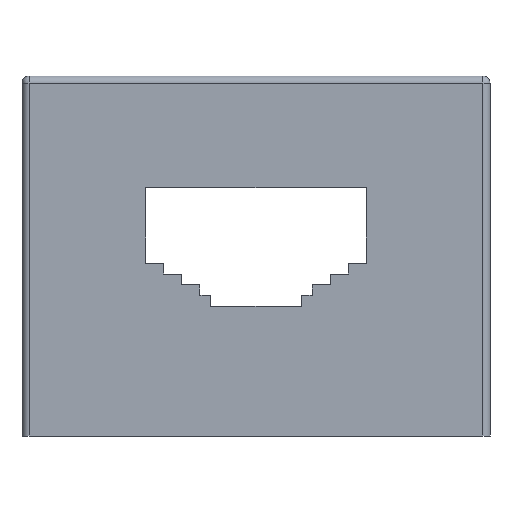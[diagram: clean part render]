
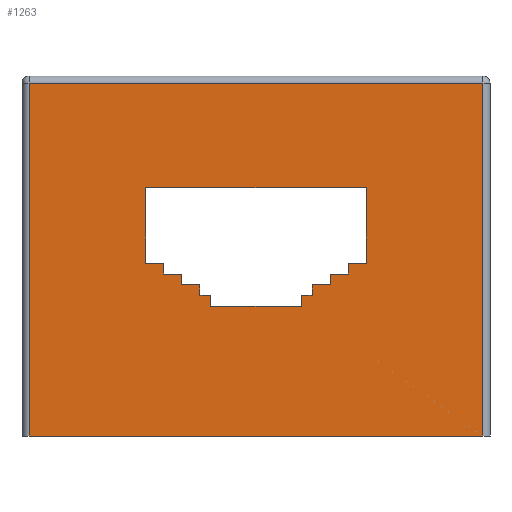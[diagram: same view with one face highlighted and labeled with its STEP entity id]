
A CAD part, left-side view. The second image highlights one B-rep face of the part: STEP entity #1263.
In plain terms, the highlighted planar face has unit normal (-1, 0, 0).
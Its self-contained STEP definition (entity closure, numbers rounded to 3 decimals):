
#393=DIRECTION('',(0.,0.,1.));
#394=VECTOR('',#393,10.5);
#395=CARTESIAN_POINT('',(0.,17.2,24.));
#396=LINE('',#395,#394);
#400=DIRECTION('',(0.,1.,0.));
#401=VECTOR('',#400,30.6);
#402=CARTESIAN_POINT('',(0.,17.2,34.5));
#403=LINE('',#402,#401);
#407=DIRECTION('',(0.,-1.,0.));
#408=VECTOR('',#407,2.5);
#409=CARTESIAN_POINT('',(0.,47.8,24.));
#410=LINE('',#409,#408);
#414=DIRECTION('',(0.,0.,-1.));
#415=VECTOR('',#414,1.5);
#416=CARTESIAN_POINT('',(0.,45.3,24.));
#417=LINE('',#416,#415);
#421=DIRECTION('',(0.,-1.,0.));
#422=VECTOR('',#421,2.5);
#423=CARTESIAN_POINT('',(0.,45.3,22.5));
#424=LINE('',#423,#422);
#428=DIRECTION('',(0.,0.,-1.));
#429=VECTOR('',#428,1.5);
#430=CARTESIAN_POINT('',(0.,42.8,22.5));
#431=LINE('',#430,#429);
#435=DIRECTION('',(0.,-1.,0.));
#436=VECTOR('',#435,2.5);
#437=CARTESIAN_POINT('',(0.,42.8,21.));
#438=LINE('',#437,#436);
#442=DIRECTION('',(0.,0.,-1.));
#443=VECTOR('',#442,1.469);
#444=CARTESIAN_POINT('',(0.,40.3,21.));
#445=LINE('',#444,#443);
#449=DIRECTION('',(0.,-1.,0.));
#450=VECTOR('',#449,1.5);
#451=CARTESIAN_POINT('',(0.,40.3,19.531));
#452=LINE('',#451,#450);
#456=DIRECTION('',(0.,0.,-1.));
#457=VECTOR('',#456,1.531);
#458=CARTESIAN_POINT('',(0.,38.8,19.531));
#459=LINE('',#458,#457);
#463=DIRECTION('',(0.,-1.,0.));
#464=VECTOR('',#463,12.6);
#465=CARTESIAN_POINT('',(0.,38.8,18.));
#466=LINE('',#465,#464);
#470=DIRECTION('',(0.,0.,1.));
#471=VECTOR('',#470,1.531);
#472=CARTESIAN_POINT('',(0.,26.2,18.));
#473=LINE('',#472,#471);
#477=DIRECTION('',(0.,-1.,0.));
#478=VECTOR('',#477,1.5);
#479=CARTESIAN_POINT('',(0.,26.2,19.531));
#480=LINE('',#479,#478);
#484=DIRECTION('',(0.,0.,1.));
#485=VECTOR('',#484,1.469);
#486=CARTESIAN_POINT('',(0.,24.7,19.531));
#487=LINE('',#486,#485);
#491=DIRECTION('',(0.,-1.,0.));
#492=VECTOR('',#491,2.5);
#493=CARTESIAN_POINT('',(0.,24.7,21.));
#494=LINE('',#493,#492);
#498=DIRECTION('',(0.,0.,1.));
#499=VECTOR('',#498,1.5);
#500=CARTESIAN_POINT('',(0.,22.2,21.));
#501=LINE('',#500,#499);
#505=DIRECTION('',(0.,-1.,0.));
#506=VECTOR('',#505,2.5);
#507=CARTESIAN_POINT('',(0.,22.2,22.5));
#508=LINE('',#507,#506);
#512=DIRECTION('',(0.,0.,1.));
#513=VECTOR('',#512,1.5);
#514=CARTESIAN_POINT('',(0.,19.7,22.5));
#515=LINE('',#514,#513);
#519=DIRECTION('',(0.,-1.,0.));
#520=VECTOR('',#519,2.5);
#521=CARTESIAN_POINT('',(0.,19.7,24.));
#522=LINE('',#521,#520);
#526=DIRECTION('',(0.,0.,1.));
#527=VECTOR('',#526,49.);
#528=CARTESIAN_POINT('',(0.,1.,0.));
#529=LINE('',#528,#527);
#533=DIRECTION('',(0.,1.,0.));
#534=VECTOR('',#533,63.);
#535=CARTESIAN_POINT('',(0.,1.,0.));
#536=LINE('',#535,#534);
#540=DIRECTION('',(0.,0.,1.));
#541=VECTOR('',#540,49.);
#542=CARTESIAN_POINT('',(0.,64.,0.));
#543=LINE('',#542,#541);
#547=DIRECTION('',(0.,-1.,0.));
#548=VECTOR('',#547,63.);
#549=CARTESIAN_POINT('',(0.,64.,49.));
#550=LINE('',#549,#548);
#624=DIRECTION('',(0.,0.,1.));
#625=VECTOR('',#624,10.5);
#626=CARTESIAN_POINT('',(0.,47.8,24.));
#627=LINE('',#626,#625);
#1049=CARTESIAN_POINT('',(0.,17.2,24.));
#1050=CARTESIAN_POINT('',(0.,17.2,34.5));
#1051=VERTEX_POINT('',#1049);
#1052=VERTEX_POINT('',#1050);
#1053=CARTESIAN_POINT('',(0.,47.8,34.5));
#1054=VERTEX_POINT('',#1053);
#1055=CARTESIAN_POINT('',(0.,47.8,24.));
#1056=VERTEX_POINT('',#1055);
#1057=CARTESIAN_POINT('',(0.,45.3,24.));
#1058=VERTEX_POINT('',#1057);
#1059=CARTESIAN_POINT('',(0.,45.3,22.5));
#1060=VERTEX_POINT('',#1059);
#1061=CARTESIAN_POINT('',(0.,42.8,22.5));
#1062=VERTEX_POINT('',#1061);
#1063=CARTESIAN_POINT('',(0.,42.8,21.));
#1064=VERTEX_POINT('',#1063);
#1065=CARTESIAN_POINT('',(0.,40.3,21.));
#1066=VERTEX_POINT('',#1065);
#1067=CARTESIAN_POINT('',(0.,40.3,19.531));
#1068=VERTEX_POINT('',#1067);
#1069=CARTESIAN_POINT('',(0.,38.8,19.531));
#1070=VERTEX_POINT('',#1069);
#1071=CARTESIAN_POINT('',(0.,38.8,18.));
#1072=VERTEX_POINT('',#1071);
#1073=CARTESIAN_POINT('',(0.,26.2,18.));
#1074=VERTEX_POINT('',#1073);
#1075=CARTESIAN_POINT('',(0.,26.2,19.531));
#1076=VERTEX_POINT('',#1075);
#1077=CARTESIAN_POINT('',(0.,24.7,19.531));
#1078=VERTEX_POINT('',#1077);
#1079=CARTESIAN_POINT('',(0.,24.7,21.));
#1080=VERTEX_POINT('',#1079);
#1081=CARTESIAN_POINT('',(0.,22.2,21.));
#1082=VERTEX_POINT('',#1081);
#1083=CARTESIAN_POINT('',(0.,22.2,22.5));
#1084=VERTEX_POINT('',#1083);
#1085=CARTESIAN_POINT('',(0.,19.7,22.5));
#1086=VERTEX_POINT('',#1085);
#1087=CARTESIAN_POINT('',(0.,19.7,24.));
#1088=VERTEX_POINT('',#1087);
#1130=CARTESIAN_POINT('',(0.,1.,0.));
#1132=VERTEX_POINT('',#1130);
#1133=CARTESIAN_POINT('',(0.,1.,49.));
#1134=VERTEX_POINT('',#1133);
#1145=CARTESIAN_POINT('',(0.,64.,49.));
#1146=VERTEX_POINT('',#1145);
#1147=CARTESIAN_POINT('',(0.,64.,0.));
#1149=VERTEX_POINT('',#1147);
#1208=CARTESIAN_POINT('',(0.,65.,0.));
#1209=DIRECTION('',(-1.,0.,0.));
#1210=DIRECTION('',(0.,-1.,0.));
#1211=AXIS2_PLACEMENT_3D('',#1208,#1209,#1210);
#1212=PLANE('',#1211);
#1213=ORIENTED_EDGE('',*,*,#1199,.F.);
#1214=ORIENTED_EDGE('',*,*,#1188,.T.);
#1216=ORIENTED_EDGE('',*,*,#1215,.T.);
#1218=ORIENTED_EDGE('',*,*,#1217,.T.);
#1219=EDGE_LOOP('',(#1213,#1214,#1216,#1218));
#1220=FACE_OUTER_BOUND('',#1219,.F.);
#1222=ORIENTED_EDGE('',*,*,#1221,.T.);
#1224=ORIENTED_EDGE('',*,*,#1223,.T.);
#1226=ORIENTED_EDGE('',*,*,#1225,.F.);
#1228=ORIENTED_EDGE('',*,*,#1227,.T.);
#1230=ORIENTED_EDGE('',*,*,#1229,.T.);
#1232=ORIENTED_EDGE('',*,*,#1231,.T.);
#1234=ORIENTED_EDGE('',*,*,#1233,.T.);
#1236=ORIENTED_EDGE('',*,*,#1235,.T.);
#1238=ORIENTED_EDGE('',*,*,#1237,.T.);
#1240=ORIENTED_EDGE('',*,*,#1239,.T.);
#1242=ORIENTED_EDGE('',*,*,#1241,.T.);
#1244=ORIENTED_EDGE('',*,*,#1243,.T.);
#1246=ORIENTED_EDGE('',*,*,#1245,.T.);
#1248=ORIENTED_EDGE('',*,*,#1247,.T.);
#1250=ORIENTED_EDGE('',*,*,#1249,.T.);
#1252=ORIENTED_EDGE('',*,*,#1251,.T.);
#1254=ORIENTED_EDGE('',*,*,#1253,.T.);
#1256=ORIENTED_EDGE('',*,*,#1255,.T.);
#1258=ORIENTED_EDGE('',*,*,#1257,.T.);
#1260=ORIENTED_EDGE('',*,*,#1259,.T.);
#1261=EDGE_LOOP('',(#1222,#1224,#1226,#1228,#1230,#1232,#1234,#1236,#1238,#1240,
#1242,#1244,#1246,#1248,#1250,#1252,#1254,#1256,#1258,#1260));
#1262=FACE_BOUND('',#1261,.F.);
#1188=EDGE_CURVE('',#1132,#1149,#536,.T.);
#1199=EDGE_CURVE('',#1132,#1134,#529,.T.);
#1215=EDGE_CURVE('',#1149,#1146,#543,.T.);
#1217=EDGE_CURVE('',#1146,#1134,#550,.T.);
#1221=EDGE_CURVE('',#1051,#1052,#396,.T.);
#1223=EDGE_CURVE('',#1052,#1054,#403,.T.);
#1225=EDGE_CURVE('',#1056,#1054,#627,.T.);
#1227=EDGE_CURVE('',#1056,#1058,#410,.T.);
#1229=EDGE_CURVE('',#1058,#1060,#417,.T.);
#1231=EDGE_CURVE('',#1060,#1062,#424,.T.);
#1233=EDGE_CURVE('',#1062,#1064,#431,.T.);
#1235=EDGE_CURVE('',#1064,#1066,#438,.T.);
#1237=EDGE_CURVE('',#1066,#1068,#445,.T.);
#1239=EDGE_CURVE('',#1068,#1070,#452,.T.);
#1241=EDGE_CURVE('',#1070,#1072,#459,.T.);
#1243=EDGE_CURVE('',#1072,#1074,#466,.T.);
#1245=EDGE_CURVE('',#1074,#1076,#473,.T.);
#1247=EDGE_CURVE('',#1076,#1078,#480,.T.);
#1249=EDGE_CURVE('',#1078,#1080,#487,.T.);
#1251=EDGE_CURVE('',#1080,#1082,#494,.T.);
#1253=EDGE_CURVE('',#1082,#1084,#501,.T.);
#1255=EDGE_CURVE('',#1084,#1086,#508,.T.);
#1257=EDGE_CURVE('',#1086,#1088,#515,.T.);
#1259=EDGE_CURVE('',#1088,#1051,#522,.T.);
#1263=ADVANCED_FACE('',(#1220,#1262),#1212,.T.);
